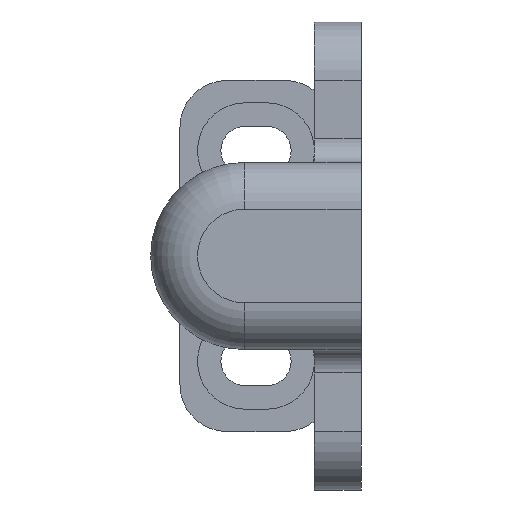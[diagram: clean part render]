
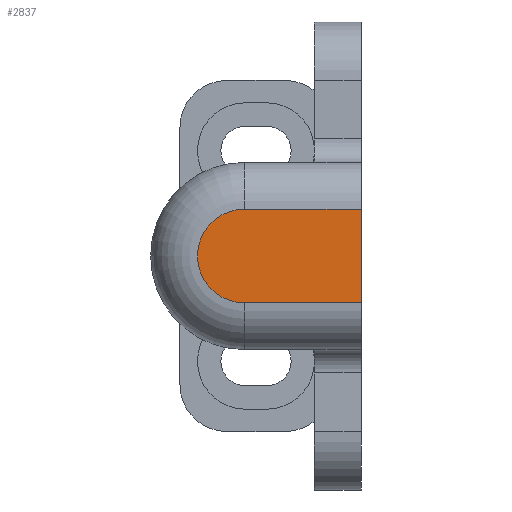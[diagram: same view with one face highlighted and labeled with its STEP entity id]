
A CAD part, left-side view. The second image highlights one B-rep face of the part: STEP entity #2837.
In plain terms, the highlighted face is planar.
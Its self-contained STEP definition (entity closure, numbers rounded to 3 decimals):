
#5 = VECTOR ( 'NONE', #3448, 1000. ) ;
#73 = ORIENTED_EDGE ( 'NONE', *, *, #2108, .T. ) ;
#84 = DIRECTION ( 'NONE',  ( -1., 0., 0. ) ) ;
#189 = CARTESIAN_POINT ( 'NONE',  ( 4., 1., -24. ) ) ;
#226 = LINE ( 'NONE', #3400, #1445 ) ;
#270 = CARTESIAN_POINT ( 'NONE',  ( -20., -9., -24. ) ) ;
#459 = DIRECTION ( 'NONE',  ( 0., 0., -1. ) ) ;
#565 = CARTESIAN_POINT ( 'NONE',  ( 4., -9., -24. ) ) ;
#825 = CARTESIAN_POINT ( 'NONE',  ( 0., 1., -24. ) ) ;
#1075 = VERTEX_POINT ( 'NONE', #1693 ) ;
#1079 = EDGE_CURVE ( 'NONE', #3344, #1075, #226, .T. ) ;
#1125 = CARTESIAN_POINT ( 'NONE',  ( -4., -9., -24. ) ) ;
#1168 = ORIENTED_EDGE ( 'NONE', *, *, #1989, .F. ) ;
#1195 = PLANE ( 'NONE',  #2362 ) ;
#1287 = AXIS2_PLACEMENT_3D ( 'NONE', #2025, #1672, #1303 ) ;
#1303 = DIRECTION ( 'NONE',  ( -1., 0., 0. ) ) ;
#1360 = EDGE_CURVE ( 'NONE', #1075, #3299, #2593, .T. ) ;
#1371 = VERTEX_POINT ( 'NONE', #565 ) ;
#1445 = VECTOR ( 'NONE', #3026, 1000. ) ;
#1672 = DIRECTION ( 'NONE',  ( 0., 0., -1. ) ) ;
#1693 = CARTESIAN_POINT ( 'NONE',  ( -4., 1., -24. ) ) ;
#1989 = EDGE_CURVE ( 'NONE', #3344, #1371, #2046, .T. ) ;
#2025 = CARTESIAN_POINT ( 'NONE',  ( 0., 1., -24. ) ) ;
#2046 = LINE ( 'NONE', #270, #5 ) ;
#2108 = EDGE_CURVE ( 'NONE', #3299, #1371, #2847, .T. ) ;
#2146 = DIRECTION ( 'NONE',  ( 0., -1., 0. ) ) ;
#2190 = FACE_OUTER_BOUND ( 'NONE', #2246, .T. ) ;
#2246 = EDGE_LOOP ( 'NONE', ( #2921, #73, #1168, #3536 ) ) ;
#2362 = AXIS2_PLACEMENT_3D ( 'NONE', #825, #459, #84 ) ;
#2404 = VECTOR ( 'NONE', #2146, 1000. ) ;
#2500 = CARTESIAN_POINT ( 'NONE',  ( 4., 1., -24. ) ) ;
#2593 = CIRCLE ( 'NONE', #1287, 4. ) ;
#2837 = ADVANCED_FACE ( 'NONE', ( #2190 ), #1195, .T. ) ;
#2847 = LINE ( 'NONE', #2500, #2404 ) ;
#2921 = ORIENTED_EDGE ( 'NONE', *, *, #1360, .T. ) ;
#3026 = DIRECTION ( 'NONE',  ( 0., 1., 0. ) ) ;
#3299 = VERTEX_POINT ( 'NONE', #189 ) ;
#3344 = VERTEX_POINT ( 'NONE', #1125 ) ;
#3400 = CARTESIAN_POINT ( 'NONE',  ( -4., 1., -24. ) ) ;
#3448 = DIRECTION ( 'NONE',  ( 1., 0., 0. ) ) ;
#3536 = ORIENTED_EDGE ( 'NONE', *, *, #1079, .T. ) ;
